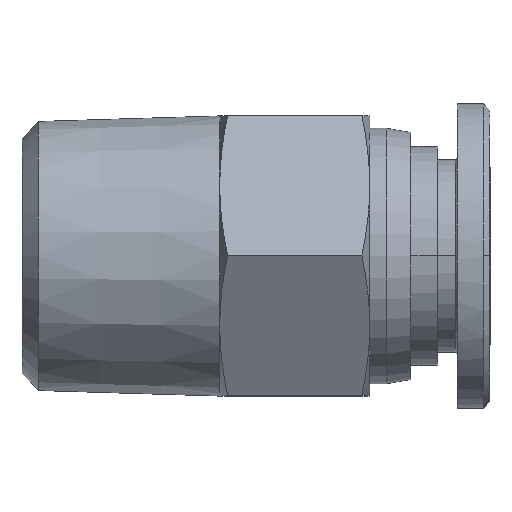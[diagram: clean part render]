
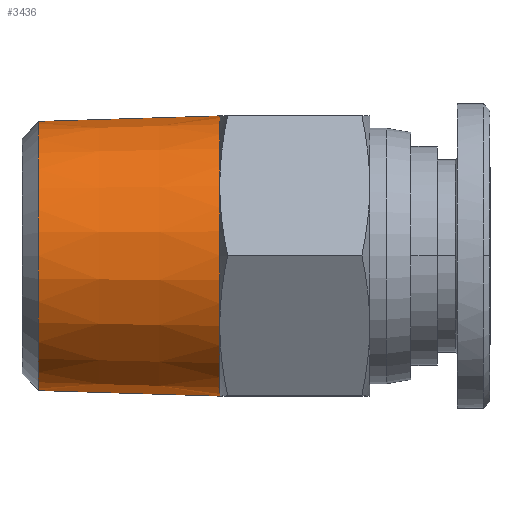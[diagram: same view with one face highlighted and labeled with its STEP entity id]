
A CAD part, top view. The second image highlights one B-rep face of the part: STEP entity #3436.
In plain terms, the highlighted conical face has half-angle 1.754 degrees and reference radius 8.5 mm.
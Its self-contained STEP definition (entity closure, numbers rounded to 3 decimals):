
#143 = DIRECTION ( 'NONE',  ( 1., 0., 0. ) ) ;
#337 = CARTESIAN_POINT ( 'NONE',  ( 25.182, 9.124, -5.475 ) ) ;
#719 = CARTESIAN_POINT ( 'NONE',  ( 36.183, 25.787, -5.475 ) ) ;
#1213 = CIRCLE ( 'NONE', #4397, 8.163 ) ;
#2111 = AXIS2_PLACEMENT_3D ( 'NONE', #5858, #11660, #16489 ) ;
#2325 = CARTESIAN_POINT ( 'NONE',  ( 36.183, 17.287, -5.475 ) ) ;
#2391 = DIRECTION ( 'NONE',  ( 0., 0., 1. ) ) ;
#2428 = ORIENTED_EDGE ( 'NONE', *, *, #18318, .T. ) ;
#2535 = EDGE_CURVE ( 'NONE', #15650, #11704, #13721, .T. ) ;
#2712 = VECTOR ( 'NONE', #9909, 1000. ) ;
#2732 = CARTESIAN_POINT ( 'NONE',  ( 36.183, 25.787, -5.475 ) ) ;
#2737 = CARTESIAN_POINT ( 'NONE',  ( 25.182, 17.287, -5.475 ) ) ;
#2995 = ORIENTED_EDGE ( 'NONE', *, *, #14237, .T. ) ;
#3436 = ADVANCED_FACE ( 'NONE', ( #14580 ), #16225, .T. ) ;
#4263 = DIRECTION ( 'NONE',  ( -1., 0., 0. ) ) ;
#4397 = AXIS2_PLACEMENT_3D ( 'NONE', #2737, #4263, #14889 ) ;
#4813 = EDGE_CURVE ( 'NONE', #5550, #14714, #5333, .T. ) ;
#4999 = EDGE_CURVE ( 'NONE', #5550, #15650, #1213, .T. ) ;
#5333 = LINE ( 'NONE', #8437, #2712 ) ;
#5550 = VERTEX_POINT ( 'NONE', #337 ) ;
#5858 = CARTESIAN_POINT ( 'NONE',  ( 36.183, 17.287, -5.475 ) ) ;
#6328 = DIRECTION ( 'NONE',  ( 1., 0.031, 0. ) ) ;
#7621 = CIRCLE ( 'NONE', #18649, 8.5 ) ;
#7965 = EDGE_LOOP ( 'NONE', ( #10046, #17956, #9336, #2995, #2428, #9867 ) ) ;
#8215 = DIRECTION ( 'NONE',  ( 0., 0., 1. ) ) ;
#8354 = DIRECTION ( 'NONE',  ( -1., 0., 0. ) ) ;
#8437 = CARTESIAN_POINT ( 'NONE',  ( 36.183, 8.787, -5.475 ) ) ;
#8964 = CARTESIAN_POINT ( 'NONE',  ( 25.182, 25.45, -5.475 ) ) ;
#9336 = ORIENTED_EDGE ( 'NONE', *, *, #4813, .T. ) ;
#9751 = CARTESIAN_POINT ( 'NONE',  ( 36.183, 21.537, 1.887 ) ) ;
#9867 = ORIENTED_EDGE ( 'NONE', *, *, #18995, .T. ) ;
#9899 = DIRECTION ( 'NONE',  ( -1., 0., 0. ) ) ;
#9909 = DIRECTION ( 'NONE',  ( 1., -0.031, 0. ) ) ;
#10046 = ORIENTED_EDGE ( 'NONE', *, *, #2535, .F. ) ;
#10642 = CARTESIAN_POINT ( 'NONE',  ( 36.183, 17.287, -5.475 ) ) ;
#11609 = CARTESIAN_POINT ( 'NONE',  ( 36.183, 13.037, 1.887 ) ) ;
#11660 = DIRECTION ( 'NONE',  ( -1., 0., 0. ) ) ;
#11704 = VERTEX_POINT ( 'NONE', #2732 ) ;
#12042 = VERTEX_POINT ( 'NONE', #9751 ) ;
#12792 = CARTESIAN_POINT ( 'NONE',  ( 36.183, 17.287, -5.475 ) ) ;
#13469 = VECTOR ( 'NONE', #6328, 1000. ) ;
#13511 = AXIS2_PLACEMENT_3D ( 'NONE', #2325, #8354, #2391 ) ;
#13543 = DIRECTION ( 'NONE',  ( 0., -1., 0. ) ) ;
#13721 = LINE ( 'NONE', #719, #13469 ) ;
#14117 = AXIS2_PLACEMENT_3D ( 'NONE', #10642, #143, #13543 ) ;
#14237 = EDGE_CURVE ( 'NONE', #14714, #17559, #17871, .T. ) ;
#14580 = FACE_OUTER_BOUND ( 'NONE', #7965, .T. ) ;
#14714 = VERTEX_POINT ( 'NONE', #18538 ) ;
#14889 = DIRECTION ( 'NONE',  ( 0., 0., -1. ) ) ;
#15650 = VERTEX_POINT ( 'NONE', #8964 ) ;
#15711 = CIRCLE ( 'NONE', #2111, 8.5 ) ;
#16225 = CONICAL_SURFACE ( 'NONE', #14117, 8.5, 0.031 ) ;
#16489 = DIRECTION ( 'NONE',  ( 0., 0., 1. ) ) ;
#17559 = VERTEX_POINT ( 'NONE', #11609 ) ;
#17871 = CIRCLE ( 'NONE', #13511, 8.5 ) ;
#17956 = ORIENTED_EDGE ( 'NONE', *, *, #4999, .F. ) ;
#18318 = EDGE_CURVE ( 'NONE', #17559, #12042, #15711, .T. ) ;
#18538 = CARTESIAN_POINT ( 'NONE',  ( 36.183, 8.787, -5.475 ) ) ;
#18649 = AXIS2_PLACEMENT_3D ( 'NONE', #12792, #9899, #8215 ) ;
#18995 = EDGE_CURVE ( 'NONE', #12042, #11704, #7621, .T. ) ;
